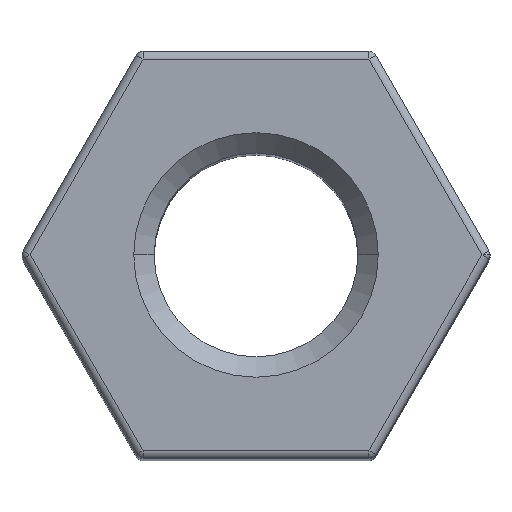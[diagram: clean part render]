
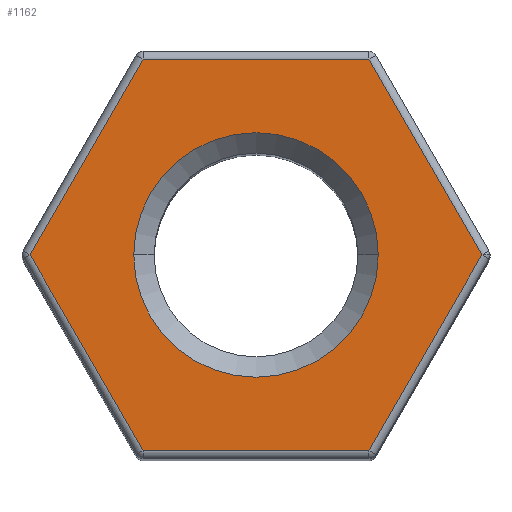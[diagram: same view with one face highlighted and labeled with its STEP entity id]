
A CAD part, top view. The second image highlights one B-rep face of the part: STEP entity #1162.
In plain terms, the highlighted planar face has unit normal (0, 0, 1).
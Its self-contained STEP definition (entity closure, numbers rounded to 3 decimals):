
#14 = AXIS2_PLACEMENT_3D ( 'NONE', #1013, #1011, #1006 ) ;
#20 = AXIS2_PLACEMENT_3D ( 'NONE', #1255, #1254, #1253 ) ;
#22 = EDGE_LOOP ( 'NONE', ( #253, #274, #296, #320, #322, #346 ) ) ;
#29 = EDGE_LOOP ( 'NONE', ( #432, #512 ) ) ;
#32 = DIRECTION ( 'NONE',  ( 1., 0., 0. ) ) ;
#80 = PLANE ( 'NONE',  #882 ) ;
#82 = CARTESIAN_POINT ( 'NONE',  ( 1.5, 0., 15. ) ) ;
#178 = CARTESIAN_POINT ( 'NONE',  ( 1.386, -2.4, 15. ) ) ;
#181 = EDGE_CURVE ( 'NONE', #183, #641, #1235, .T. ) ;
#183 = VERTEX_POINT ( 'NONE', #82 ) ;
#199 = CARTESIAN_POINT ( 'NONE',  ( -2.771, 0., 15. ) ) ;
#253 = ORIENTED_EDGE ( 'NONE', *, *, #279, .T. ) ;
#271 = VERTEX_POINT ( 'NONE', #1116 ) ;
#274 = ORIENTED_EDGE ( 'NONE', *, *, #283, .T. ) ;
#279 = EDGE_CURVE ( 'NONE', #675, #271, #1150, .T. ) ;
#283 = EDGE_CURVE ( 'NONE', #271, #846, #890, .T. ) ;
#291 = EDGE_CURVE ( 'NONE', #846, #779, #862, .T. ) ;
#296 = ORIENTED_EDGE ( 'NONE', *, *, #291, .T. ) ;
#297 = EDGE_CURVE ( 'NONE', #779, #552, #674, .T. ) ;
#300 = EDGE_CURVE ( 'NONE', #552, #698, #1000, .T. ) ;
#303 = EDGE_CURVE ( 'NONE', #698, #675, #434, .T. ) ;
#306 = EDGE_CURVE ( 'NONE', #641, #183, #516, .T. ) ;
#320 = ORIENTED_EDGE ( 'NONE', *, *, #297, .T. ) ;
#322 = ORIENTED_EDGE ( 'NONE', *, *, #300, .T. ) ;
#346 = ORIENTED_EDGE ( 'NONE', *, *, #303, .T. ) ;
#348 = CARTESIAN_POINT ( 'NONE',  ( 1.386, 2.4, 15. ) ) ;
#432 = ORIENTED_EDGE ( 'NONE', *, *, #181, .T. ) ;
#434 = LINE ( 'NONE', #1032, #577 ) ;
#512 = ORIENTED_EDGE ( 'NONE', *, *, #306, .T. ) ;
#516 = CIRCLE ( 'NONE', #14, 1.5 ) ;
#548 = VECTOR ( 'NONE', #1051, 1000. ) ;
#552 = VERTEX_POINT ( 'NONE', #178 ) ;
#577 = VECTOR ( 'NONE', #1027, 1000. ) ;
#641 = VERTEX_POINT ( 'NONE', #996 ) ;
#674 = LINE ( 'NONE', #1061, #806 ) ;
#675 = VERTEX_POINT ( 'NONE', #348 ) ;
#698 = VERTEX_POINT ( 'NONE', #1233 ) ;
#755 = FACE_OUTER_BOUND ( 'NONE', #22, .T. ) ;
#779 = VERTEX_POINT ( 'NONE', #917 ) ;
#782 = VECTOR ( 'NONE', #1073, 1000. ) ;
#806 = VECTOR ( 'NONE', #1063, 1000. ) ;
#828 = VECTOR ( 'NONE', #1089, 1000. ) ;
#846 = VERTEX_POINT ( 'NONE', #199 ) ;
#862 = LINE ( 'NONE', #1084, #782 ) ;
#882 = AXIS2_PLACEMENT_3D ( 'NONE', #1243, #1226, #32 ) ;
#890 = LINE ( 'NONE', #1085, #828 ) ;
#917 = CARTESIAN_POINT ( 'NONE',  ( -1.386, -2.4, 15. ) ) ;
#950 = VECTOR ( 'NONE', #1087, 1000. ) ;
#974 = FACE_BOUND ( 'NONE', #29, .T. ) ;
#996 = CARTESIAN_POINT ( 'NONE',  ( -1.5, 0., 15. ) ) ;
#1000 = LINE ( 'NONE', #1059, #548 ) ;
#1006 = DIRECTION ( 'NONE',  ( 1., 0., 0. ) ) ;
#1011 = DIRECTION ( 'NONE',  ( 0., 0., -1. ) ) ;
#1013 = CARTESIAN_POINT ( 'NONE',  ( 0., 0., 15. ) ) ;
#1027 = DIRECTION ( 'NONE',  ( -0.5, 0.866, 0. ) ) ;
#1032 = CARTESIAN_POINT ( 'NONE',  ( 1.357, 2.45, 15. ) ) ;
#1051 = DIRECTION ( 'NONE',  ( 0.5, 0.866, 0. ) ) ;
#1059 = CARTESIAN_POINT ( 'NONE',  ( 2.8, 0.05, 15. ) ) ;
#1061 = CARTESIAN_POINT ( 'NONE',  ( 1.443, -2.4, 15. ) ) ;
#1063 = DIRECTION ( 'NONE',  ( 1., 0., 0. ) ) ;
#1073 = DIRECTION ( 'NONE',  ( 0.5, -0.866, 0. ) ) ;
#1084 = CARTESIAN_POINT ( 'NONE',  ( -1.357, -2.45, 15. ) ) ;
#1085 = CARTESIAN_POINT ( 'NONE',  ( -2.8, -0.05, 15. ) ) ;
#1087 = DIRECTION ( 'NONE',  ( -1., 0., 0. ) ) ;
#1089 = DIRECTION ( 'NONE',  ( -0.5, -0.866, 0. ) ) ;
#1090 = CARTESIAN_POINT ( 'NONE',  ( -1.443, 2.4, 15. ) ) ;
#1116 = CARTESIAN_POINT ( 'NONE',  ( -1.386, 2.4, 15. ) ) ;
#1150 = LINE ( 'NONE', #1090, #950 ) ;
#1162 = ADVANCED_FACE ( 'NONE', ( #755, #974 ), #80, .T. ) ;
#1226 = DIRECTION ( 'NONE',  ( 0., 0., 1. ) ) ;
#1233 = CARTESIAN_POINT ( 'NONE',  ( 2.771, 0., 15. ) ) ;
#1235 = CIRCLE ( 'NONE', #20, 1.5 ) ;
#1243 = CARTESIAN_POINT ( 'NONE',  ( 2.887, 0., 15. ) ) ;
#1253 = DIRECTION ( 'NONE',  ( 1., 0., 0. ) ) ;
#1254 = DIRECTION ( 'NONE',  ( 0., 0., -1. ) ) ;
#1255 = CARTESIAN_POINT ( 'NONE',  ( 0., 0., 15. ) ) ;
